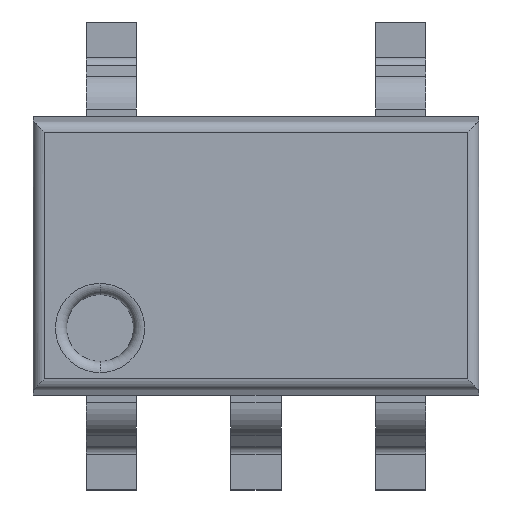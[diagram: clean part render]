
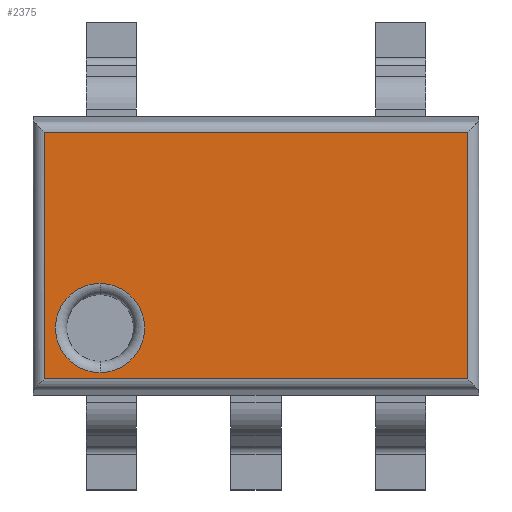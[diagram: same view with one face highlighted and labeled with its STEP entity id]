
A CAD part, top view. The second image highlights one B-rep face of the part: STEP entity #2375.
In plain terms, the highlighted planar face has unit normal (0, 0, 1).
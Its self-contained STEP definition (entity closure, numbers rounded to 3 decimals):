
#2159 = VERTEX_POINT('',#2160);
#2160 = CARTESIAN_POINT('',(-0.7,-0.525,1.1));
#2167 = EDGE_CURVE('',#2168,#2159,#2170,.T.);
#2168 = VERTEX_POINT('',#2169);
#2169 = CARTESIAN_POINT('',(-0.7,-0.125,1.1));
#2170 = CIRCLE('',#2171,0.2);
#2171 = AXIS2_PLACEMENT_3D('',#2172,#2173,#2174);
#2172 = CARTESIAN_POINT('',(-0.7,-0.325,1.1));
#2173 = DIRECTION('',(0.,0.,-1.));
#2174 = DIRECTION('',(0.,1.,0.));
#2375 = ADVANCED_FACE('',(#2376,#2386),#2420,.F.);
#2376 = FACE_BOUND('',#2377,.T.);
#2377 = EDGE_LOOP('',(#2378,#2379));
#2378 = ORIENTED_EDGE('',*,*,#2167,.T.);
#2379 = ORIENTED_EDGE('',*,*,#2380,.T.);
#2380 = EDGE_CURVE('',#2159,#2168,#2381,.T.);
#2381 = CIRCLE('',#2382,0.2);
#2382 = AXIS2_PLACEMENT_3D('',#2383,#2384,#2385);
#2383 = CARTESIAN_POINT('',(-0.7,-0.325,1.1));
#2384 = DIRECTION('',(0.,0.,-1.));
#2385 = DIRECTION('',(0.,1.,0.));
#2386 = FACE_BOUND('',#2387,.T.);
#2387 = EDGE_LOOP('',(#2388,#2398,#2406,#2414));
#2388 = ORIENTED_EDGE('',*,*,#2389,.T.);
#2389 = EDGE_CURVE('',#2390,#2392,#2394,.T.);
#2390 = VERTEX_POINT('',#2391);
#2391 = CARTESIAN_POINT('',(0.95,-0.553,1.1));
#2392 = VERTEX_POINT('',#2393);
#2393 = CARTESIAN_POINT('',(0.95,0.553,1.1));
#2394 = LINE('',#2395,#2396);
#2395 = CARTESIAN_POINT('',(0.95,0.,1.1));
#2396 = VECTOR('',#2397,1.);
#2397 = DIRECTION('',(0.,1.,0.));
#2398 = ORIENTED_EDGE('',*,*,#2399,.T.);
#2399 = EDGE_CURVE('',#2392,#2400,#2402,.T.);
#2400 = VERTEX_POINT('',#2401);
#2401 = CARTESIAN_POINT('',(-0.95,0.553,1.1));
#2402 = LINE('',#2403,#2404);
#2403 = CARTESIAN_POINT('',(-1.,0.553,1.1));
#2404 = VECTOR('',#2405,1.);
#2405 = DIRECTION('',(-1.,0.,0.));
#2406 = ORIENTED_EDGE('',*,*,#2407,.T.);
#2407 = EDGE_CURVE('',#2400,#2408,#2410,.T.);
#2408 = VERTEX_POINT('',#2409);
#2409 = CARTESIAN_POINT('',(-0.95,-0.553,1.1));
#2410 = LINE('',#2411,#2412);
#2411 = CARTESIAN_POINT('',(-0.95,0.,1.1));
#2412 = VECTOR('',#2413,1.);
#2413 = DIRECTION('',(0.,-1.,0.));
#2414 = ORIENTED_EDGE('',*,*,#2415,.T.);
#2415 = EDGE_CURVE('',#2408,#2390,#2416,.T.);
#2416 = LINE('',#2417,#2418);
#2417 = CARTESIAN_POINT('',(1.,-0.553,1.1));
#2418 = VECTOR('',#2419,1.);
#2419 = DIRECTION('',(1.,0.,0.));
#2420 = PLANE('',#2421);
#2421 = AXIS2_PLACEMENT_3D('',#2422,#2423,#2424);
#2422 = CARTESIAN_POINT('',(0.,0.,1.1));
#2423 = DIRECTION('',(0.,0.,-1.));
#2424 = DIRECTION('',(0.,1.,0.));
